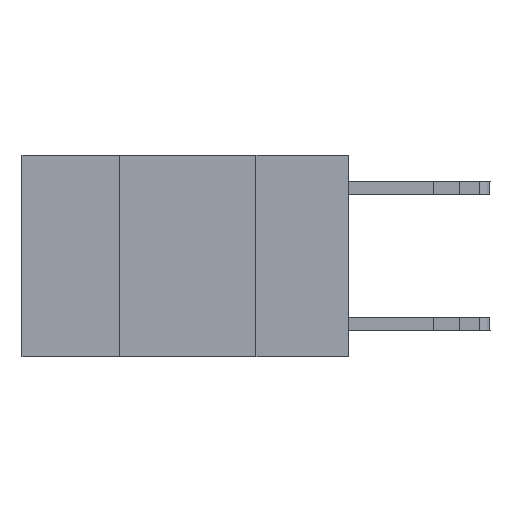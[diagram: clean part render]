
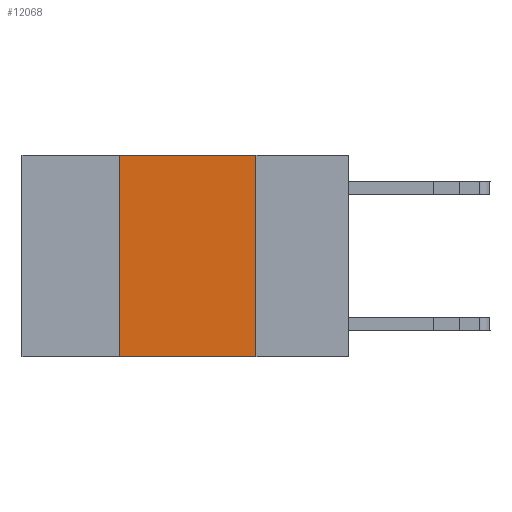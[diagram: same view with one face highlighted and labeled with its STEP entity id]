
A CAD part, left-side view. The second image highlights one B-rep face of the part: STEP entity #12068.
In plain terms, the highlighted planar face has unit normal (-1, 0, 0).
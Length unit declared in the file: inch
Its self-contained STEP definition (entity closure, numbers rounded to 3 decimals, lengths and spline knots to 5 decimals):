
#154 = FACE_OUTER_BOUND ( 'NONE', #7826, .T. ) ;
#273 = DIRECTION ( 'NONE',  ( 0., 0., 1. ) ) ;
#359 = DIRECTION ( 'NONE',  ( 0., 0., -1. ) ) ;
#1450 = CARTESIAN_POINT ( 'NONE',  ( 0., 0.17, -0.37 ) ) ;
#1534 = VECTOR ( 'NONE', #17608, 39.37008 ) ;
#1594 = ORIENTED_EDGE ( 'NONE', *, *, #9383, .F. ) ;
#1875 = LINE ( 'NONE', #17675, #15848 ) ;
#2725 = EDGE_CURVE ( 'NONE', #16179, #4201, #1875, .T. ) ;
#3332 = LINE ( 'NONE', #3423, #1534 ) ;
#3423 = CARTESIAN_POINT ( 'NONE',  ( 0., 0.6, 0. ) ) ;
#4151 = VERTEX_POINT ( 'NONE', #1450 ) ;
#4201 = VERTEX_POINT ( 'NONE', #4289 ) ;
#4289 = CARTESIAN_POINT ( 'NONE',  ( 0., 0.42, 0. ) ) ;
#4544 = DIRECTION ( 'NONE',  ( 0., 0., -1. ) ) ;
#4738 = CARTESIAN_POINT ( 'NONE',  ( 0., 0.17, 0. ) ) ;
#6553 = EDGE_CURVE ( 'NONE', #11331, #4151, #16081, .T. ) ;
#7324 = ORIENTED_EDGE ( 'NONE', *, *, #6553, .F. ) ;
#7447 = EDGE_CURVE ( 'NONE', #16179, #4151, #17297, .T. ) ;
#7826 = EDGE_LOOP ( 'NONE', ( #7324, #1594, #15980, #11225 ) ) ;
#7923 = DIRECTION ( 'NONE',  ( 1., 0., 0. ) ) ;
#9383 = EDGE_CURVE ( 'NONE', #4201, #11331, #3332, .T. ) ;
#9476 = CARTESIAN_POINT ( 'NONE',  ( 0., 0.17, 0. ) ) ;
#10138 = DIRECTION ( 'NONE',  ( 0., -1., 0. ) ) ;
#11225 = ORIENTED_EDGE ( 'NONE', *, *, #7447, .T. ) ;
#11331 = VERTEX_POINT ( 'NONE', #9476 ) ;
#12068 = ADVANCED_FACE ( 'NONE', ( #154 ), #15958, .F. ) ;
#12277 = CARTESIAN_POINT ( 'NONE',  ( 0., 0.6, 0. ) ) ;
#13060 = CARTESIAN_POINT ( 'NONE',  ( 0., 0.6, -0.37 ) ) ;
#14869 = CARTESIAN_POINT ( 'NONE',  ( 0., 0.42, -0.37 ) ) ;
#15848 = VECTOR ( 'NONE', #273, 39.37008 ) ;
#15958 = PLANE ( 'NONE',  #18395 ) ;
#15980 = ORIENTED_EDGE ( 'NONE', *, *, #2725, .F. ) ;
#16081 = LINE ( 'NONE', #4738, #17516 ) ;
#16179 = VERTEX_POINT ( 'NONE', #14869 ) ;
#16583 = VECTOR ( 'NONE', #10138, 39.37008 ) ;
#17297 = LINE ( 'NONE', #13060, #16583 ) ;
#17516 = VECTOR ( 'NONE', #4544, 39.37008 ) ;
#17608 = DIRECTION ( 'NONE',  ( 0., -1., 0. ) ) ;
#17675 = CARTESIAN_POINT ( 'NONE',  ( 0., 0.42, 0. ) ) ;
#18395 = AXIS2_PLACEMENT_3D ( 'NONE', #12277, #7923, #359 ) ;
